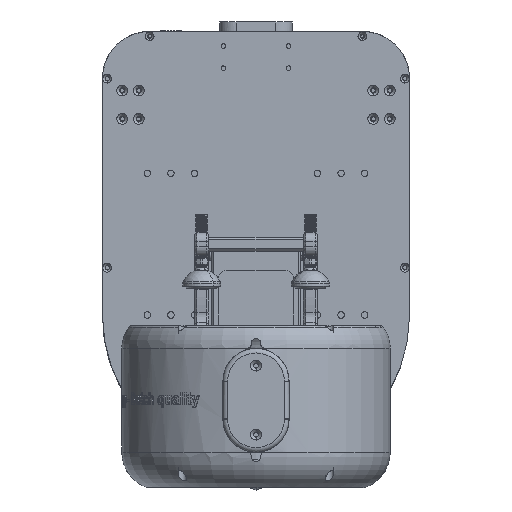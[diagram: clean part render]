
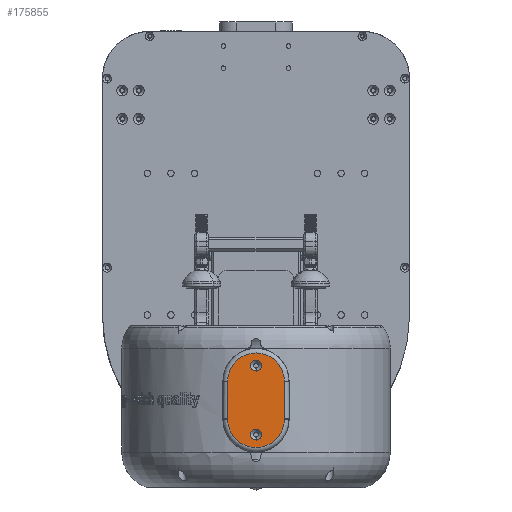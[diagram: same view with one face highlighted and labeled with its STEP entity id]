
A CAD part, front view. The second image highlights one B-rep face of the part: STEP entity #175855.
In plain terms, the highlighted planar face has unit normal (0, -1, 0).
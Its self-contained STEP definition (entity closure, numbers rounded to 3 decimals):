
#2118 = DIRECTION ( 'NONE',  ( 0., -1., 0. ) ) ;
#2229 = EDGE_CURVE ( 'NONE', #87900, #180415, #91684, .T. ) ;
#2547 = DIRECTION ( 'NONE',  ( 0., 0., 1. ) ) ;
#2679 = CIRCLE ( 'NONE', #159382, 5.735 ) ;
#7154 = VERTEX_POINT ( 'NONE', #12002 ) ;
#7719 = DIRECTION ( 'NONE',  ( -1., 0., 0. ) ) ;
#8546 = CARTESIAN_POINT ( 'NONE',  ( 188.304, -712.997, -51.433 ) ) ;
#10086 = ORIENTED_EDGE ( 'NONE', *, *, #148339, .T. ) ;
#12002 = CARTESIAN_POINT ( 'NONE',  ( 158.306, -712.997, -40.513 ) ) ;
#15749 = EDGE_CURVE ( 'NONE', #45567, #87900, #199098, .T. ) ;
#18048 = ORIENTED_EDGE ( 'NONE', *, *, #86385, .F. ) ;
#19579 = EDGE_LOOP ( 'NONE', ( #169678, #10086, #199642, #135025, #52160, #109453 ) ) ;
#20121 = FACE_OUTER_BOUND ( 'NONE', #19579, .T. ) ;
#22591 = DIRECTION ( 'NONE',  ( 0., 0., -1. ) ) ;
#24139 = DIRECTION ( 'NONE',  ( -1., 0., 0. ) ) ;
#25255 = CARTESIAN_POINT ( 'NONE',  ( 188.304, -712.997, -57.168 ) ) ;
#25700 = CARTESIAN_POINT ( 'NONE',  ( 188.304, -712.997, 15.832 ) ) ;
#30652 = DIRECTION ( 'NONE',  ( 0., 0., 1. ) ) ;
#37479 = DIRECTION ( 'NONE',  ( 1., 0., 0. ) ) ;
#37595 = CARTESIAN_POINT ( 'NONE',  ( 158.304, -712.997, -40.848 ) ) ;
#42775 = AXIS2_PLACEMENT_3D ( 'NONE', #59609, #99823, #24139 ) ;
#44713 = DIRECTION ( 'NONE',  ( -1., 0., 0. ) ) ;
#45567 = VERTEX_POINT ( 'NONE', #37595 ) ;
#46215 = AXIS2_PLACEMENT_3D ( 'NONE', #114052, #100728, #7719 ) ;
#47390 = EDGE_CURVE ( 'NONE', #7154, #45567, #104826, .T. ) ;
#49798 = PLANE ( 'NONE',  #95447 ) ;
#50811 = CARTESIAN_POINT ( 'NONE',  ( 218.302, -712.997, -40.513 ) ) ;
#52160 = ORIENTED_EDGE ( 'NONE', *, *, #15749, .T. ) ;
#52856 = CARTESIAN_POINT ( 'NONE',  ( 188.304, -712.997, -20.668 ) ) ;
#57410 = DIRECTION ( 'NONE',  ( 0., 0., 1. ) ) ;
#59609 = CARTESIAN_POINT ( 'NONE',  ( 188.304, -712.997, -40.848 ) ) ;
#61208 = AXIS2_PLACEMENT_3D ( 'NONE', #124781, #2118, #107482 ) ;
#70509 = EDGE_LOOP ( 'NONE', ( #18048, #163506 ) ) ;
#73378 = CARTESIAN_POINT ( 'NONE',  ( 188.304, -712.997, -40.848 ) ) ;
#79664 = LINE ( 'NONE', #111365, #144922 ) ;
#80214 = CARTESIAN_POINT ( 'NONE',  ( 158.306, -712.997, -0.851 ) ) ;
#85656 = EDGE_CURVE ( 'NONE', #180415, #137295, #79664, .T. ) ;
#86385 = EDGE_CURVE ( 'NONE', #175599, #129209, #148408, .T. ) ;
#87106 = DIRECTION ( 'NONE',  ( 0., -1., 0. ) ) ;
#87900 = VERTEX_POINT ( 'NONE', #128551 ) ;
#87930 = CARTESIAN_POINT ( 'NONE',  ( 188.304, -712.997, 10.097 ) ) ;
#88185 = EDGE_CURVE ( 'NONE', #129209, #175599, #132532, .T. ) ;
#88776 = DIRECTION ( 'NONE',  ( 0., -1., 0. ) ) ;
#90675 = CIRCLE ( 'NONE', #61208, 5.735 ) ;
#91684 = CIRCLE ( 'NONE', #196023, 30. ) ;
#92793 = VERTEX_POINT ( 'NONE', #80214 ) ;
#95447 = AXIS2_PLACEMENT_3D ( 'NONE', #52856, #115187, #37479 ) ;
#98001 = ORIENTED_EDGE ( 'NONE', *, *, #192395, .F. ) ;
#99823 = DIRECTION ( 'NONE',  ( 0., -1., 0. ) ) ;
#100728 = DIRECTION ( 'NONE',  ( 0., -1., 0. ) ) ;
#104826 = CIRCLE ( 'NONE', #42775, 30. ) ;
#107482 = DIRECTION ( 'NONE',  ( 0., 0., 1. ) ) ;
#107880 = AXIS2_PLACEMENT_3D ( 'NONE', #73378, #88776, #44713 ) ;
#108225 = CIRCLE ( 'NONE', #46215, 29.998 ) ;
#109453 = ORIENTED_EDGE ( 'NONE', *, *, #2229, .T. ) ;
#110668 = DIRECTION ( 'NONE',  ( -1., 0., 0. ) ) ;
#111365 = CARTESIAN_POINT ( 'NONE',  ( 218.302, -712.997, -20.668 ) ) ;
#114052 = CARTESIAN_POINT ( 'NONE',  ( 188.304, -712.997, -0.851 ) ) ;
#115187 = DIRECTION ( 'NONE',  ( 0., -1., 0. ) ) ;
#115650 = CARTESIAN_POINT ( 'NONE',  ( 218.302, -712.997, -0.851 ) ) ;
#118975 = AXIS2_PLACEMENT_3D ( 'NONE', #142522, #87106, #2547 ) ;
#121899 = CARTESIAN_POINT ( 'NONE',  ( 188.304, -712.997, 21.567 ) ) ;
#124299 = CARTESIAN_POINT ( 'NONE',  ( 188.304, -712.997, -62.903 ) ) ;
#124588 = EDGE_LOOP ( 'NONE', ( #98001, #147274 ) ) ;
#124781 = CARTESIAN_POINT ( 'NONE',  ( 188.304, -712.997, 15.832 ) ) ;
#127337 = EDGE_CURVE ( 'NONE', #92793, #7154, #192196, .T. ) ;
#128551 = CARTESIAN_POINT ( 'NONE',  ( 218.304, -712.997, -40.848 ) ) ;
#129209 = VERTEX_POINT ( 'NONE', #124299 ) ;
#129246 = DIRECTION ( 'NONE',  ( 0., -1., 0. ) ) ;
#132532 = CIRCLE ( 'NONE', #191244, 5.735 ) ;
#135025 = ORIENTED_EDGE ( 'NONE', *, *, #47390, .T. ) ;
#137295 = VERTEX_POINT ( 'NONE', #115650 ) ;
#138257 = DIRECTION ( 'NONE',  ( 0., -1., 0. ) ) ;
#142522 = CARTESIAN_POINT ( 'NONE',  ( 188.304, -712.997, -57.168 ) ) ;
#144922 = VECTOR ( 'NONE', #30652, 1000. ) ;
#146804 = FACE_BOUND ( 'NONE', #70509, .T. ) ;
#147274 = ORIENTED_EDGE ( 'NONE', *, *, #157549, .F. ) ;
#148339 = EDGE_CURVE ( 'NONE', #137295, #92793, #108225, .T. ) ;
#148408 = CIRCLE ( 'NONE', #118975, 5.735 ) ;
#157549 = EDGE_CURVE ( 'NONE', #162823, #174165, #90675, .T. ) ;
#159382 = AXIS2_PLACEMENT_3D ( 'NONE', #25700, #129246, #57410 ) ;
#161596 = CARTESIAN_POINT ( 'NONE',  ( 158.306, -712.997, -20.668 ) ) ;
#162823 = VERTEX_POINT ( 'NONE', #87930 ) ;
#163506 = ORIENTED_EDGE ( 'NONE', *, *, #88185, .F. ) ;
#165247 = DIRECTION ( 'NONE',  ( 0., -1., 0. ) ) ;
#169678 = ORIENTED_EDGE ( 'NONE', *, *, #85656, .T. ) ;
#174165 = VERTEX_POINT ( 'NONE', #121899 ) ;
#175599 = VERTEX_POINT ( 'NONE', #8546 ) ;
#175855 = ADVANCED_FACE ( 'NONE', ( #20121, #190721, #146804 ), #49798, .T. ) ;
#180415 = VERTEX_POINT ( 'NONE', #50811 ) ;
#189237 = CARTESIAN_POINT ( 'NONE',  ( 188.304, -712.997, -40.848 ) ) ;
#190721 = FACE_BOUND ( 'NONE', #124588, .T. ) ;
#191244 = AXIS2_PLACEMENT_3D ( 'NONE', #25255, #165247, #200844 ) ;
#192196 = LINE ( 'NONE', #161596, #194019 ) ;
#192395 = EDGE_CURVE ( 'NONE', #174165, #162823, #2679, .T. ) ;
#194019 = VECTOR ( 'NONE', #22591, 1000. ) ;
#196023 = AXIS2_PLACEMENT_3D ( 'NONE', #189237, #138257, #110668 ) ;
#199098 = CIRCLE ( 'NONE', #107880, 30. ) ;
#199642 = ORIENTED_EDGE ( 'NONE', *, *, #127337, .T. ) ;
#200844 = DIRECTION ( 'NONE',  ( 0., 0., 1. ) ) ;
